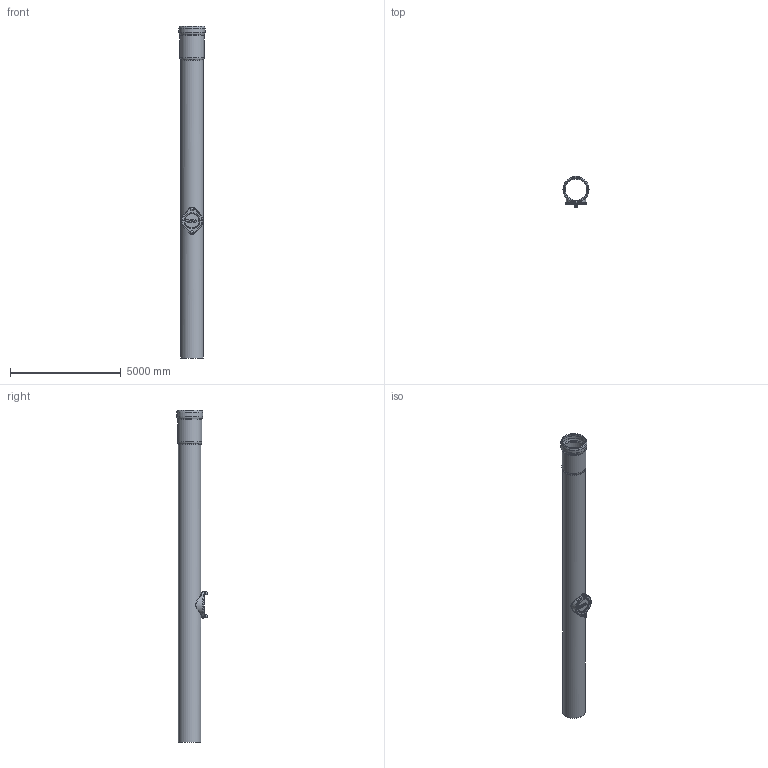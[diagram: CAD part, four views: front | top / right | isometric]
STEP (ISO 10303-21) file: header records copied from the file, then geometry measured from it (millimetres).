
FILE_DESCRIPTION(/* description */ (''),/* implementation_level */ '2;1');
FILE_NAME(/* name */ '05515.100N_3D.stp',/* time_stamp */ '2025-09-03T13:23:47+02:00',/* author */ ('c.rudolph'),/* organization */ (''),/* preprocessor_version */ 'ST-DEVELOPER v20',/* originating_system */ 'AutoCAD Mechanical',/* authorisation */ '');
FILE_SCHEMA (('AUTOMOTIVE_DESIGN { 1 0 10303 214 3 1 1 }'));
Length unit declared in the file: centimetre
Products named in the file (2): Product; *S0
Assembly tree (1 placements, depth 2):
  Product
    *S0
Bounding box: 1180 x 1390 x 15000 mm (x, y, z)
Volume: 987184511.2 mm3; surface area: 98383108.2 mm2
Topology: 7 solids, 7 shells, 164 faces, 385 edges, 240 vertices
Faces by surface type: cone 64, plane 36, cylinder 26, torus 20, bspline 13, sphere 5
Full cylindrical faces by diameter (mm): 66.47 x2, 100 x2, 125 x2, 700 x1, 830 x1, 870 x1, 920 x1, 980 x1, 1020 x1, 1060 x1, 1100 x1, 1140 x1, 1180 x1
Entity records: 20026 total; most frequent: CARTESIAN_POINT 16290, DIRECTION 794, ORIENTED_EDGE 752, EDGE_CURVE 376, AXIS2_PLACEMENT_3D 342, VERTEX_POINT 232, CIRCLE 183, EDGE_LOOP 180
